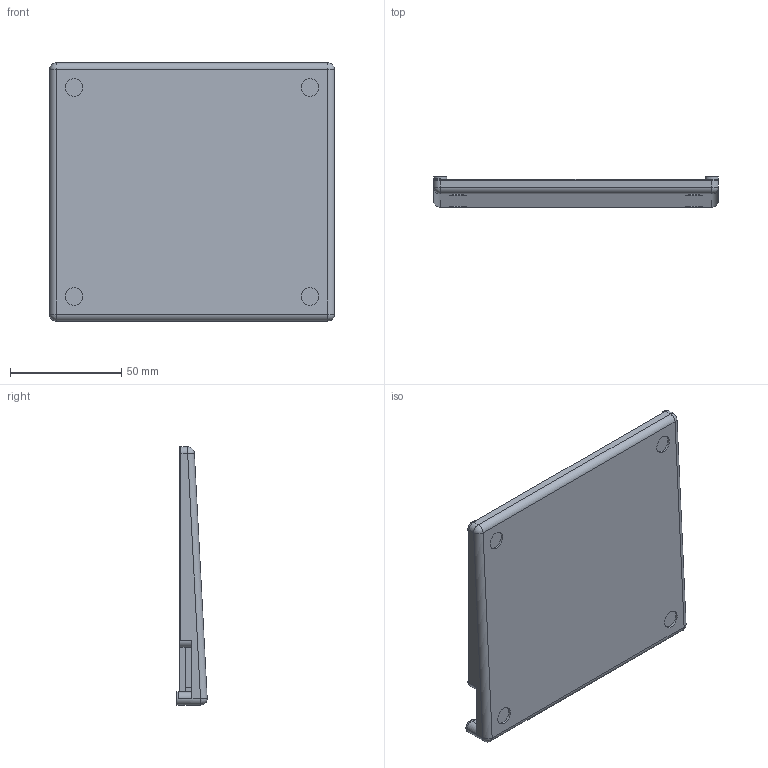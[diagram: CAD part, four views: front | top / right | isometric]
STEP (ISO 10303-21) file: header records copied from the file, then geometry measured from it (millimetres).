
FILE_DESCRIPTION(/* description */ (''),/* implementation_level */ '2;1');
FILE_NAME(/* name */ 'case.step',/* time_stamp */ '2023-08-15T21:38:07+01:00',/* author */ (''),/* organization */ (''),/* preprocessor_version */ 'ST-DEVELOPER v20',/* originating_system */ 'Autodesk Translation Framework v12.9.0.99',/* authorisation */ '');
FILE_SCHEMA (('AUTOMOTIVE_DESIGN { 1 0 10303 214 3 1 1 }'));
Length unit declared in the file: millimetre
Products named in the file (1): Case (1)
Bounding box: 128 x 13.61 x 116 mm (x, y, z)
Volume: 77167.9 mm3; surface area: 41637 mm2
Topology: 1 solids, 1 shells, 221 faces, 526 edges, 345 vertices
Faces by surface type: plane 191, cylinder 26, sphere 4
Full cylindrical faces by diameter (mm): 3.3 x6, 6 x2, 8 x4
Entity records: 6318 total; most frequent: CARTESIAN_POINT 1093, ORIENTED_EDGE 1052, DIRECTION 1031, EDGE_CURVE 526, LINE 465, VECTOR 465, VERTEX_POINT 345, AXIS2_PLACEMENT_3D 283
